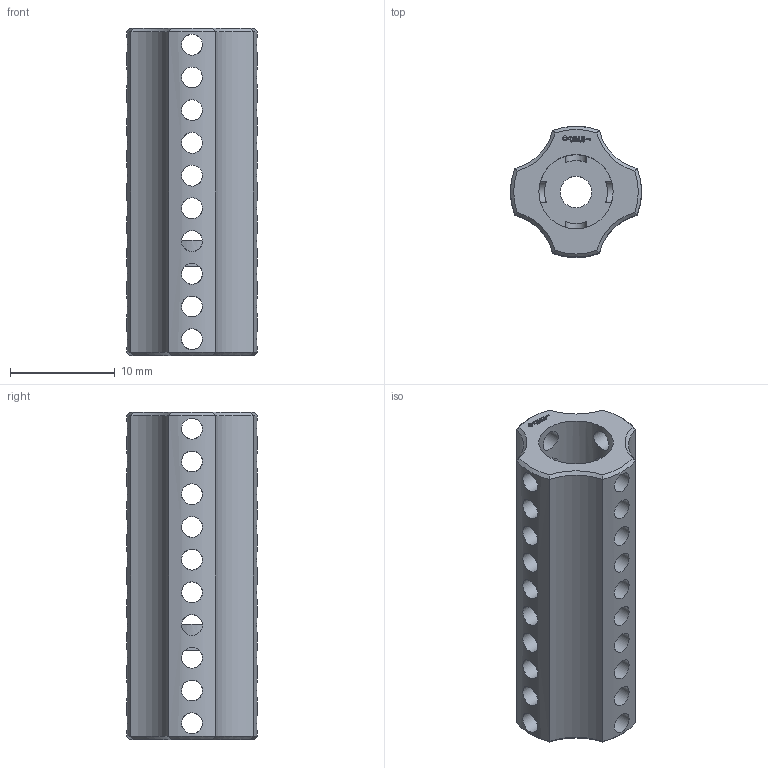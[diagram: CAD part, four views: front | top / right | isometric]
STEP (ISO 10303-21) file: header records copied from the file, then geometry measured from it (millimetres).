
FILE_DESCRIPTION(('FreeCAD Model'),'2;1');
FILE_NAME('Open CASCADE Shape Model','2024-02-18T14:22:48',(''),(''), 'Open CASCADE STEP processor 7.6','FreeCAD','Unknown');
FILE_SCHEMA(('AUTOMOTIVE_DESIGN { 1 0 10303 214 1 1 1 1 }'));
Length unit declared in the file: millimetre
Products named in the file (1): Power-Transmission Hub PLN IDX FRE TTMotor BU02.50 - SPN-PTH-0245 
(stemfie.org)
Bounding box: 12.5 x 12.5 x 31.25 mm (x, y, z)
Volume: 1903.9 mm3; surface area: 2559.6 mm2
Topology: 1 solids, 1 shells, 537 faces, 1565 edges, 1044 vertices
Faces by surface type: plane 327, extrusion 128, cylinder 60, cone 22
Full cylindrical faces by diameter (mm): 2 x40, 3 x1, 7.1 x1
Entity records: 52616 total; most frequent: CARTESIAN_POINT 22885, DIRECTION 4745, VECTOR 3701, LINE 3573, ORIENTED_EDGE 3130, PCURVE 3130, DEFINITIONAL_REPRESENTATION 3130, EDGE_CURVE 1565
